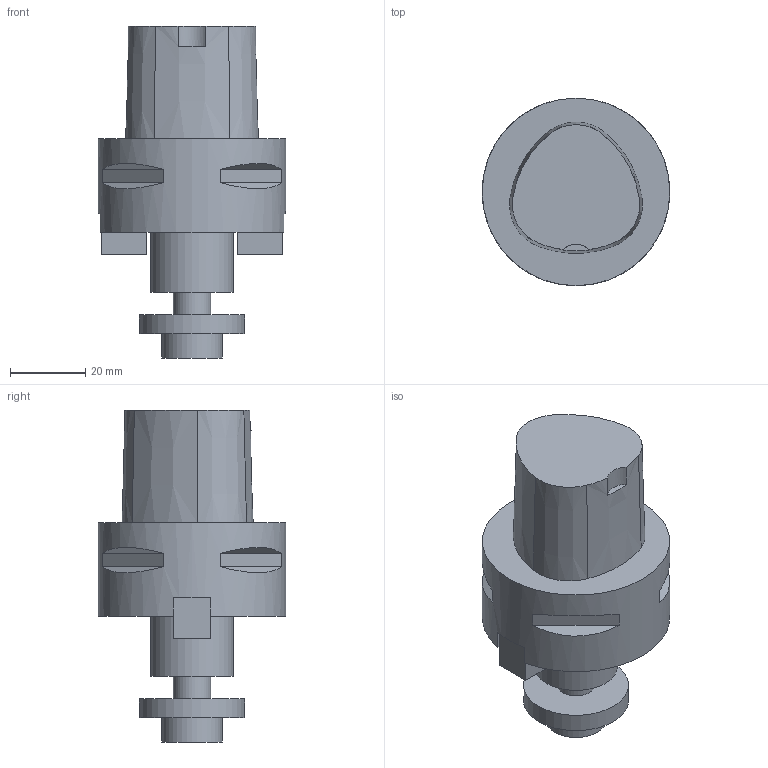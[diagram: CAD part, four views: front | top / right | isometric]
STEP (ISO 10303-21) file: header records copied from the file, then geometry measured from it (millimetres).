
FILE_DESCRIPTION(/* description */ ('3-D model version:1'),/* implementation_level */ '2;1');
FILE_NAME(/* name */ 'C5-391.05C-22025M',/* time_stamp */ '2016-12-02T14:00:42',/* author */ ('InteractiveCad'),/* organization */ ('AB Sandvik Coromant'),/* preprocessor_version */ 'ST-DEVELOPER v11',/* originating_system */ 'SIEMENS UGS NX 6.0',/* authorization */ '');
FILE_SCHEMA(('AUTOMOTIVE_DESIGN'));
Length unit declared in the file: millimetre
Products named in the file (1): C5_391_05C_22025M_SIM
Bounding box: 50 x 50 x 88.5 mm (x, y, z)
Volume: 87937.2 mm3; surface area: 14998.8 mm2
Topology: 1 solids, 5 shells, 60 faces, 131 edges, 88 vertices
Faces by surface type: plane 42, cylinder 10, cone 8
Full cylindrical faces by diameter (mm): 7 x2, 7.2 x2, 10 x1, 16 x1, 22 x1, 28 x1, 50 x1
Entity records: 1630 total; most frequent: DIRECTION 284, CARTESIAN_POINT 262, ORIENTED_EDGE 222, EDGE_CURVE 111, AXIS2_PLACEMENT_3D 111, EDGE_LOOP 82, VERTEX_POINT 81, LINE 62
